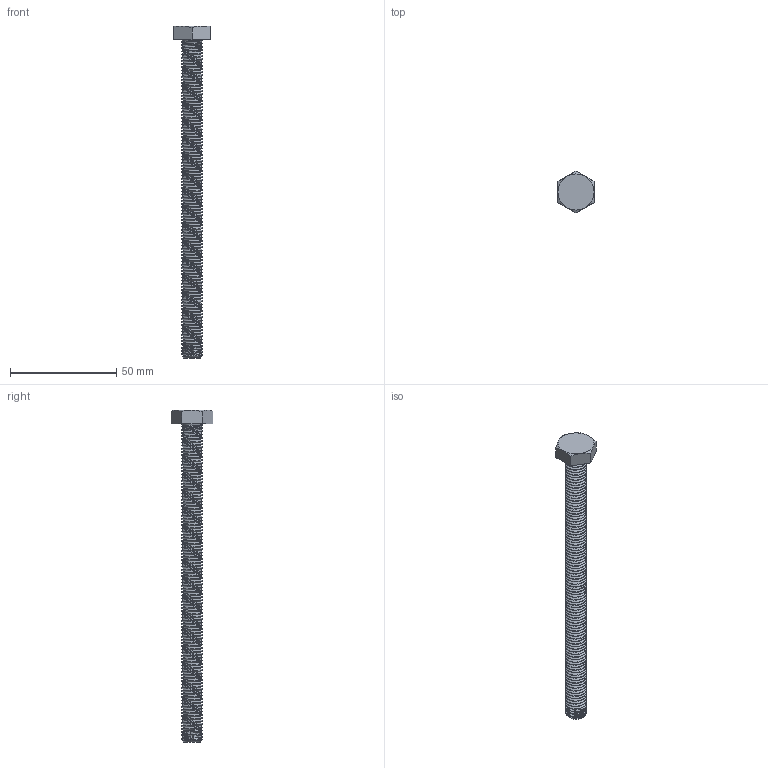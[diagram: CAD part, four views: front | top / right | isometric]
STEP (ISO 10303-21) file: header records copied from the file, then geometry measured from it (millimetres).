
FILE_DESCRIPTION(/* description */ ('STEP AP203'),/* implementation_level */ '2;1');
FILE_NAME(/* name */ 'Seat Bolts v1.step',/* time_stamp */ '2025-04-28T11:57:54-04:00',/* author */ (''),/* organization */ (''),/* preprocessor_version */ 'ST-DEVELOPER v20.1',/* originating_system */ 'Autodesk Translation Framework v14.4.0.0',/* authorisation */ '');
FILE_SCHEMA (('AUTOMOTIVE_DESIGN { 1 0 10303 214 3 1 1 }'));
Length unit declared in the file: millimetre
Products named in the file (1): 91287A388_18-8 Stainless Steel Hex Head Screw
Bounding box: 17 x 19.63 x 156.4 mm (x, y, z)
Volume: 11255.8 mm3; surface area: 8254 mm2
Topology: 1 solids, 1 shells, 222 faces, 651 edges, 432 vertices
Faces by surface type: cylinder 200, cone 11, plane 9, bspline 2
Full cylindrical faces by diameter (mm): 8.051 x98, 10 x98
Entity records: 20639 total; most frequent: CARTESIAN_POINT 15756, ORIENTED_EDGE 1302, DIRECTION 684, EDGE_CURVE 651, VERTEX_POINT 432, AXIS2_PLACEMENT_3D 235, EDGE_LOOP 223, FACE_OUTER_BOUND 222
